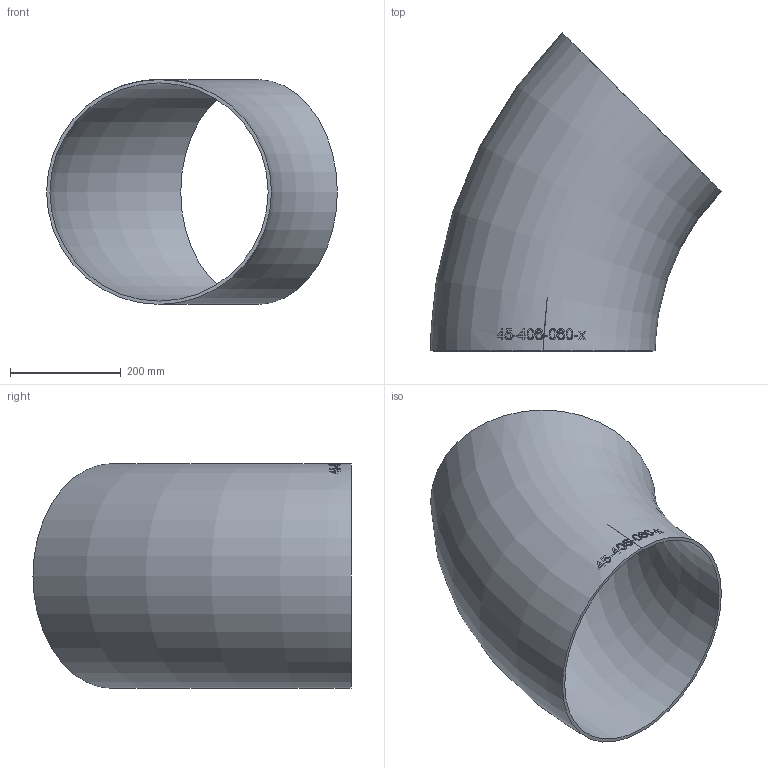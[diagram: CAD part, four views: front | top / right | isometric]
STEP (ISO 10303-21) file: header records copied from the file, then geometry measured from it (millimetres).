
FILE_DESCRIPTION (( 'STEP AP214' ), '1' );
FILE_NAME ('45-406-060-x Bogen 2005.STEP', '2020-05-04T13:09:41', ( '' ), ( '' ), 'SwSTEP 2.0', 'SolidWorks 2019', '' );
FILE_SCHEMA (( 'AUTOMOTIVE_DESIGN' ));
Length unit declared in the file: millimetre
Products named in the file (1): 45-406-060-x Bogen 2005
Bounding box: 525.55 x 575.02 x 406.4 mm (x, y, z)
Volume: 3615845 mm3; surface area: 1220420.6 mm2
Topology: 1 solids, 1 shells, 156 faces, 406 edges, 271 vertices
Faces by surface type: bspline 133, torus 21, plane 2
Entity records: 34496 total; most frequent: CARTESIAN_POINT 30227, ORIENTED_EDGE 806, EDGE_CURVE 403, B_SPLINE_CURVE_WITH_KNOTS 399, VERTEX_POINT 270, EDGE_LOOP 179, FACE_OUTER_BOUND 158, ADVANCED_FACE 156
